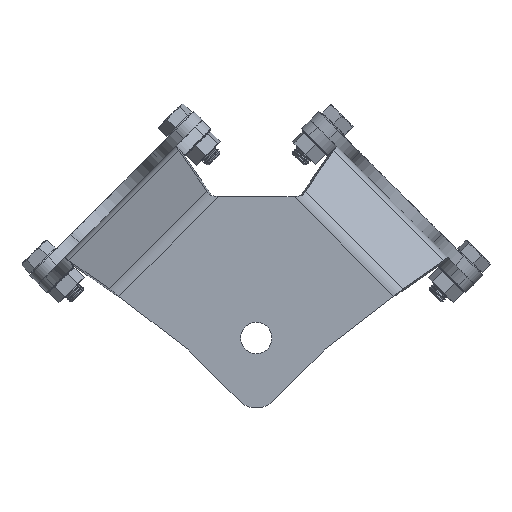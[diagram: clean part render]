
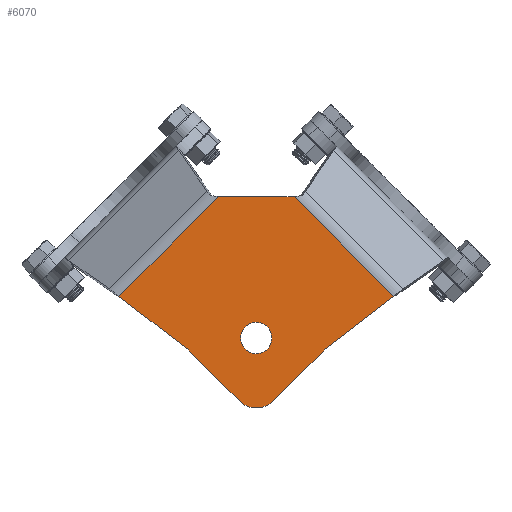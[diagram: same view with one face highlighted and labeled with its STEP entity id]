
A CAD part, front view. The second image highlights one B-rep face of the part: STEP entity #6070.
In plain terms, the highlighted planar face has unit normal (0, -1, 0).
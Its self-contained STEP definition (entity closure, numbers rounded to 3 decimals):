
#9 = EDGE_LOOP ( 'NONE', ( #10313, #9424 ) ) ;
#448 = CARTESIAN_POINT ( 'NONE',  ( 28.594, -5., -4.548 ) ) ;
#457 = EDGE_CURVE ( 'NONE', #8836, #10069, #7473, .T. ) ;
#627 = ORIENTED_EDGE ( 'NONE', *, *, #457, .F. ) ;
#668 = AXIS2_PLACEMENT_3D ( 'NONE', #1355, #3994, #8787 ) ;
#688 = DIRECTION ( 'NONE',  ( 0.707, 0., 0.707 ) ) ;
#702 = ORIENTED_EDGE ( 'NONE', *, *, #6131, .F. ) ;
#843 = VECTOR ( 'NONE', #5673, 1000. ) ;
#1078 = EDGE_CURVE ( 'NONE', #2370, #6840, #8195, .T. ) ;
#1209 = VERTEX_POINT ( 'NONE', #448 ) ;
#1240 = AXIS2_PLACEMENT_3D ( 'NONE', #4932, #7357, #5088 ) ;
#1299 = ORIENTED_EDGE ( 'NONE', *, *, #6114, .F. ) ;
#1355 = CARTESIAN_POINT ( 'NONE',  ( 0., -5., 0. ) ) ;
#1412 = CIRCLE ( 'NONE', #1240, 6.5 ) ;
#1728 = VECTOR ( 'NONE', #9770, 1000. ) ;
#1854 = CARTESIAN_POINT ( 'NONE',  ( -18.5, -5., 58.5 ) ) ;
#1918 = CARTESIAN_POINT ( 'NONE',  ( 58.5, -5., 18.5 ) ) ;
#2234 = DIRECTION ( 'NONE',  ( 0., 1., 0. ) ) ;
#2370 = VERTEX_POINT ( 'NONE', #6595 ) ;
#2377 = EDGE_CURVE ( 'NONE', #7439, #6840, #7446, .T. ) ;
#2464 = CARTESIAN_POINT ( 'NONE',  ( -84.499, -5., 38.537 ) ) ;
#2501 = LINE ( 'NONE', #1918, #1728 ) ;
#2502 = EDGE_CURVE ( 'NONE', #1209, #2572, #5203, .T. ) ;
#2570 = VERTEX_POINT ( 'NONE', #4782 ) ;
#2572 = VERTEX_POINT ( 'NONE', #10355 ) ;
#2584 = ORIENTED_EDGE ( 'NONE', *, *, #2377, .F. ) ;
#2627 = CARTESIAN_POINT ( 'NONE',  ( -28.594, -5., -4.548 ) ) ;
#2653 = EDGE_CURVE ( 'NONE', #2570, #4277, #8228, .T. ) ;
#2659 = DIRECTION ( 'NONE',  ( 0., 0., 1. ) ) ;
#2726 = DIRECTION ( 'NONE',  ( -0.707, 0., -0.707 ) ) ;
#3146 = FACE_OUTER_BOUND ( 'NONE', #3553, .T. ) ;
#3553 = EDGE_LOOP ( 'NONE', ( #702, #5827, #2584, #6212, #627, #1299, #9440, #8147 ) ) ;
#3838 = PLANE ( 'NONE',  #5953 ) ;
#3923 = DIRECTION ( 'NONE',  ( 0., 0., 1. ) ) ;
#3976 = CARTESIAN_POINT ( 'NONE',  ( 0., -5., -19. ) ) ;
#3994 = DIRECTION ( 'NONE',  ( 0., 1., 0. ) ) ;
#4100 = CARTESIAN_POINT ( 'NONE',  ( -46.586, -5., 27.586 ) ) ;
#4163 = CARTESIAN_POINT ( 'NONE',  ( -56.903, -5., 17.269 ) ) ;
#4190 = VECTOR ( 'NONE', #4967, 1000. ) ;
#4191 = CARTESIAN_POINT ( 'NONE',  ( 46.586, -5., 27.586 ) ) ;
#4277 = VERTEX_POINT ( 'NONE', #7529 ) ;
#4709 = CARTESIAN_POINT ( 'NONE',  ( 15.672, -5., 58.5 ) ) ;
#4782 = CARTESIAN_POINT ( 'NONE',  ( 0., -5., -6.5 ) ) ;
#4932 = CARTESIAN_POINT ( 'NONE',  ( 0., -5., 0. ) ) ;
#4967 = DIRECTION ( 'NONE',  ( 1., 0., 0. ) ) ;
#5088 = DIRECTION ( 'NONE',  ( 0., 0., 1. ) ) ;
#5105 = VECTOR ( 'NONE', #688, 1000. ) ;
#5203 = LINE ( 'NONE', #8419, #8065 ) ;
#5565 = EDGE_CURVE ( 'NONE', #10069, #7439, #9584, .T. ) ;
#5673 = DIRECTION ( 'NONE',  ( -0.792, 0., 0.61 ) ) ;
#5827 = ORIENTED_EDGE ( 'NONE', *, *, #1078, .T. ) ;
#5919 = CIRCLE ( 'NONE', #6930, 10. ) ;
#5932 = CARTESIAN_POINT ( 'NONE',  ( 0., -5., -19. ) ) ;
#5953 = AXIS2_PLACEMENT_3D ( 'NONE', #5932, #9930, #2659 ) ;
#5984 = VECTOR ( 'NONE', #7409, 1000. ) ;
#6070 = ADVANCED_FACE ( 'NONE', ( #7149, #3146 ), #3838, .F. ) ;
#6114 = EDGE_CURVE ( 'NONE', #8896, #8836, #7511, .T. ) ;
#6131 = EDGE_CURVE ( 'NONE', #2370, #1209, #2501, .T. ) ;
#6177 = EDGE_CURVE ( 'NONE', #4277, #2570, #1412, .T. ) ;
#6212 = ORIENTED_EDGE ( 'NONE', *, *, #5565, .F. ) ;
#6390 = EDGE_CURVE ( 'NONE', #2572, #8896, #5919, .T. ) ;
#6448 = CARTESIAN_POINT ( 'NONE',  ( -7.071, -5., -26.071 ) ) ;
#6595 = CARTESIAN_POINT ( 'NONE',  ( 56.903, -5., 17.269 ) ) ;
#6840 = VERTEX_POINT ( 'NONE', #4709 ) ;
#6930 = AXIS2_PLACEMENT_3D ( 'NONE', #3976, #2234, #3923 ) ;
#7149 = FACE_BOUND ( 'NONE', #9, .T. ) ;
#7357 = DIRECTION ( 'NONE',  ( 0., 1., 0. ) ) ;
#7409 = DIRECTION ( 'NONE',  ( -0.707, 0., 0.707 ) ) ;
#7439 = VERTEX_POINT ( 'NONE', #7514 ) ;
#7446 = LINE ( 'NONE', #1854, #4190 ) ;
#7473 = LINE ( 'NONE', #2464, #843 ) ;
#7511 = LINE ( 'NONE', #9719, #7814 ) ;
#7514 = CARTESIAN_POINT ( 'NONE',  ( -15.672, -5., 58.5 ) ) ;
#7529 = CARTESIAN_POINT ( 'NONE',  ( 0., -5., 6.5 ) ) ;
#7814 = VECTOR ( 'NONE', #9139, 1000. ) ;
#8065 = VECTOR ( 'NONE', #2726, 1000. ) ;
#8147 = ORIENTED_EDGE ( 'NONE', *, *, #2502, .F. ) ;
#8195 = LINE ( 'NONE', #4191, #5984 ) ;
#8228 = CIRCLE ( 'NONE', #668, 6.5 ) ;
#8419 = CARTESIAN_POINT ( 'NONE',  ( 7.071, -5., -26.071 ) ) ;
#8787 = DIRECTION ( 'NONE',  ( 0., 0., 1. ) ) ;
#8836 = VERTEX_POINT ( 'NONE', #2627 ) ;
#8896 = VERTEX_POINT ( 'NONE', #6448 ) ;
#9139 = DIRECTION ( 'NONE',  ( -0.707, 0., 0.707 ) ) ;
#9424 = ORIENTED_EDGE ( 'NONE', *, *, #2653, .T. ) ;
#9440 = ORIENTED_EDGE ( 'NONE', *, *, #6390, .F. ) ;
#9584 = LINE ( 'NONE', #4100, #5105 ) ;
#9719 = CARTESIAN_POINT ( 'NONE',  ( -7.071, -5., -26.071 ) ) ;
#9770 = DIRECTION ( 'NONE',  ( -0.792, 0., -0.61 ) ) ;
#9930 = DIRECTION ( 'NONE',  ( 0., 1., 0. ) ) ;
#10069 = VERTEX_POINT ( 'NONE', #4163 ) ;
#10313 = ORIENTED_EDGE ( 'NONE', *, *, #6177, .T. ) ;
#10355 = CARTESIAN_POINT ( 'NONE',  ( 7.071, -5., -26.071 ) ) ;
